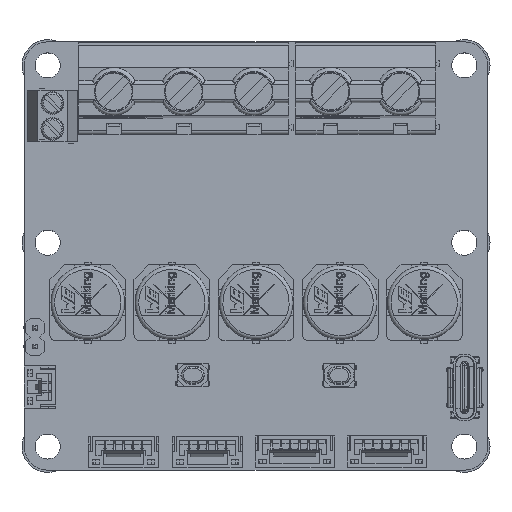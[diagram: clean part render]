
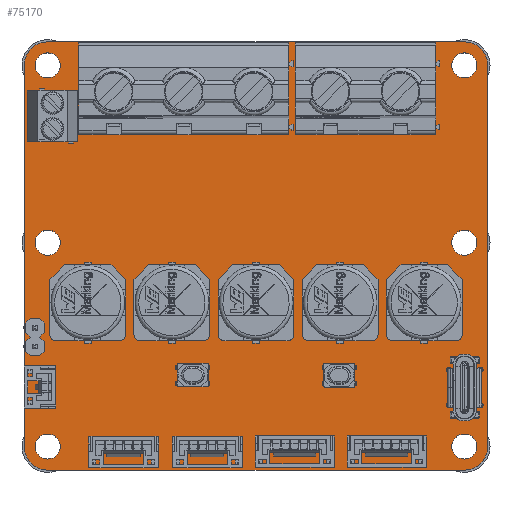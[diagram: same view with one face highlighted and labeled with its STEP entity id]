
A CAD part, top view. The second image highlights one B-rep face of the part: STEP entity #75170.
In plain terms, the highlighted planar face has unit normal (0, 0, 1).
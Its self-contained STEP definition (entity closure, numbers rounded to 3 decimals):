
#936=FACE_BOUND('',#9908,.T.);
#937=FACE_BOUND('',#9909,.T.);
#938=FACE_BOUND('',#9910,.T.);
#939=FACE_BOUND('',#9911,.T.);
#940=FACE_BOUND('',#9912,.T.);
#941=FACE_BOUND('',#9913,.T.);
#942=FACE_BOUND('',#9914,.T.);
#943=FACE_BOUND('',#9915,.T.);
#944=FACE_BOUND('',#9916,.T.);
#945=FACE_BOUND('',#9917,.T.);
#946=FACE_BOUND('',#9918,.T.);
#947=FACE_BOUND('',#9919,.T.);
#948=FACE_BOUND('',#9920,.T.);
#949=FACE_BOUND('',#9921,.T.);
#2735=PLANE('',#79807);
#5911=FACE_OUTER_BOUND('',#9907,.T.);
#9907=EDGE_LOOP('',(#55569,#55570,#55571,#55572,#55573,#55574,#55575,#55576));
#9908=EDGE_LOOP('',(#55577));
#9909=EDGE_LOOP('',(#55578));
#9910=EDGE_LOOP('',(#55579));
#9911=EDGE_LOOP('',(#55580));
#9912=EDGE_LOOP('',(#55581));
#9913=EDGE_LOOP('',(#55582));
#9914=EDGE_LOOP('',(#55583));
#9915=EDGE_LOOP('',(#55584));
#9916=EDGE_LOOP('',(#55585));
#9917=EDGE_LOOP('',(#55586));
#9918=EDGE_LOOP('',(#55587));
#9919=EDGE_LOOP('',(#55588));
#9920=EDGE_LOOP('',(#55589));
#9921=EDGE_LOOP('',(#55590));
#15352=LINE('',#108688,#24605);
#15356=LINE('',#108700,#24609);
#15360=LINE('',#108712,#24613);
#15364=LINE('',#108722,#24617);
#24605=VECTOR('',#87915,10.);
#24609=VECTOR('',#87927,10.);
#24613=VECTOR('',#87939,10.);
#24617=VECTOR('',#87951,10.);
#32057=CIRCLE('',#79750,0.33);
#32059=CIRCLE('',#79753,0.33);
#32062=CIRCLE('',#79757,0.508);
#32064=CIRCLE('',#79760,0.35);
#32066=CIRCLE('',#79763,0.35);
#32068=CIRCLE('',#79766,0.35);
#32070=CIRCLE('',#79769,0.508);
#32072=CIRCLE('',#79772,0.35);
#32073=CIRCLE('',#79774,1.7);
#32075=CIRCLE('',#79777,1.7);
#32077=CIRCLE('',#79780,1.7);
#32079=CIRCLE('',#79783,1.7);
#32081=CIRCLE('',#79786,1.7);
#32083=CIRCLE('',#79789,1.7);
#32086=CIRCLE('',#79793,3.2);
#32088=CIRCLE('',#79797,3.2);
#32090=CIRCLE('',#79801,3.2);
#32092=CIRCLE('',#79805,3.2);
#34707=VERTEX_POINT('',#108592);
#34709=VERTEX_POINT('',#108598);
#34712=VERTEX_POINT('',#108606);
#34714=VERTEX_POINT('',#108612);
#34716=VERTEX_POINT('',#108618);
#34718=VERTEX_POINT('',#108624);
#34720=VERTEX_POINT('',#108630);
#34722=VERTEX_POINT('',#108636);
#34723=VERTEX_POINT('',#108640);
#34725=VERTEX_POINT('',#108646);
#34727=VERTEX_POINT('',#108652);
#34729=VERTEX_POINT('',#108658);
#34731=VERTEX_POINT('',#108664);
#34733=VERTEX_POINT('',#108670);
#34737=VERTEX_POINT('',#108679);
#34738=VERTEX_POINT('',#108681);
#34740=VERTEX_POINT('',#108687);
#34742=VERTEX_POINT('',#108693);
#34744=VERTEX_POINT('',#108699);
#34746=VERTEX_POINT('',#108705);
#34748=VERTEX_POINT('',#108711);
#34750=VERTEX_POINT('',#108717);
#42556=EDGE_CURVE('',#34707,#34707,#32057,.T.);
#42559=EDGE_CURVE('',#34709,#34709,#32059,.T.);
#42564=EDGE_CURVE('',#34712,#34712,#32062,.T.);
#42567=EDGE_CURVE('',#34714,#34714,#32064,.T.);
#42570=EDGE_CURVE('',#34716,#34716,#32066,.T.);
#42573=EDGE_CURVE('',#34718,#34718,#32068,.T.);
#42576=EDGE_CURVE('',#34720,#34720,#32070,.T.);
#42579=EDGE_CURVE('',#34722,#34722,#32072,.T.);
#42580=EDGE_CURVE('',#34723,#34723,#32073,.T.);
#42583=EDGE_CURVE('',#34725,#34725,#32075,.T.);
#42586=EDGE_CURVE('',#34727,#34727,#32077,.T.);
#42589=EDGE_CURVE('',#34729,#34729,#32079,.T.);
#42592=EDGE_CURVE('',#34731,#34731,#32081,.T.);
#42595=EDGE_CURVE('',#34733,#34733,#32083,.T.);
#42600=EDGE_CURVE('',#34738,#34737,#32086,.T.);
#42603=EDGE_CURVE('',#34740,#34738,#15352,.T.);
#42606=EDGE_CURVE('',#34742,#34740,#32088,.T.);
#42609=EDGE_CURVE('',#34744,#34742,#15356,.T.);
#42612=EDGE_CURVE('',#34746,#34744,#32090,.T.);
#42615=EDGE_CURVE('',#34748,#34746,#15360,.T.);
#42618=EDGE_CURVE('',#34750,#34748,#32092,.T.);
#42621=EDGE_CURVE('',#34737,#34750,#15364,.T.);
#55569=ORIENTED_EDGE('',*,*,#42621,.T.);
#55570=ORIENTED_EDGE('',*,*,#42618,.T.);
#55571=ORIENTED_EDGE('',*,*,#42615,.T.);
#55572=ORIENTED_EDGE('',*,*,#42612,.T.);
#55573=ORIENTED_EDGE('',*,*,#42609,.T.);
#55574=ORIENTED_EDGE('',*,*,#42606,.T.);
#55575=ORIENTED_EDGE('',*,*,#42603,.T.);
#55576=ORIENTED_EDGE('',*,*,#42600,.T.);
#55577=ORIENTED_EDGE('',*,*,#42556,.T.);
#55578=ORIENTED_EDGE('',*,*,#42559,.T.);
#55579=ORIENTED_EDGE('',*,*,#42564,.T.);
#55580=ORIENTED_EDGE('',*,*,#42567,.T.);
#55581=ORIENTED_EDGE('',*,*,#42570,.T.);
#55582=ORIENTED_EDGE('',*,*,#42573,.T.);
#55583=ORIENTED_EDGE('',*,*,#42576,.T.);
#55584=ORIENTED_EDGE('',*,*,#42579,.T.);
#55585=ORIENTED_EDGE('',*,*,#42595,.T.);
#55586=ORIENTED_EDGE('',*,*,#42592,.T.);
#55587=ORIENTED_EDGE('',*,*,#42589,.T.);
#55588=ORIENTED_EDGE('',*,*,#42586,.T.);
#55589=ORIENTED_EDGE('',*,*,#42583,.T.);
#55590=ORIENTED_EDGE('',*,*,#42580,.T.);
#75170=ADVANCED_FACE('',(#5911,#936,#937,#938,#939,#940,#941,#942,#943,
#944,#945,#946,#947,#948,#949),#2735,.T.);
#79750=AXIS2_PLACEMENT_3D('',#108593,#87808,#87809);
#79753=AXIS2_PLACEMENT_3D('',#108599,#87815,#87816);
#79757=AXIS2_PLACEMENT_3D('',#108608,#87825,#87826);
#79760=AXIS2_PLACEMENT_3D('',#108614,#87832,#87833);
#79763=AXIS2_PLACEMENT_3D('',#108620,#87839,#87840);
#79766=AXIS2_PLACEMENT_3D('',#108626,#87846,#87847);
#79769=AXIS2_PLACEMENT_3D('',#108632,#87853,#87854);
#79772=AXIS2_PLACEMENT_3D('',#108638,#87860,#87861);
#79774=AXIS2_PLACEMENT_3D('',#108641,#87864,#87865);
#79777=AXIS2_PLACEMENT_3D('',#108647,#87871,#87872);
#79780=AXIS2_PLACEMENT_3D('',#108653,#87878,#87879);
#79783=AXIS2_PLACEMENT_3D('',#108659,#87885,#87886);
#79786=AXIS2_PLACEMENT_3D('',#108665,#87892,#87893);
#79789=AXIS2_PLACEMENT_3D('',#108671,#87899,#87900);
#79793=AXIS2_PLACEMENT_3D('',#108682,#87909,#87910);
#79797=AXIS2_PLACEMENT_3D('',#108694,#87921,#87922);
#79801=AXIS2_PLACEMENT_3D('',#108706,#87933,#87934);
#79805=AXIS2_PLACEMENT_3D('',#108718,#87945,#87946);
#79807=AXIS2_PLACEMENT_3D('',#108723,#87952,#87953);
#87808=DIRECTION('center_axis',(0.,0.,-1.));
#87809=DIRECTION('ref_axis',(1.,0.,0.));
#87815=DIRECTION('center_axis',(0.,0.,-1.));
#87816=DIRECTION('ref_axis',(1.,0.,0.));
#87825=DIRECTION('center_axis',(0.,0.,-1.));
#87826=DIRECTION('ref_axis',(1.,0.,0.));
#87832=DIRECTION('center_axis',(0.,0.,-1.));
#87833=DIRECTION('ref_axis',(1.,0.,0.));
#87839=DIRECTION('center_axis',(0.,0.,-1.));
#87840=DIRECTION('ref_axis',(1.,0.,0.));
#87846=DIRECTION('center_axis',(0.,0.,-1.));
#87847=DIRECTION('ref_axis',(1.,0.,0.));
#87853=DIRECTION('center_axis',(0.,0.,-1.));
#87854=DIRECTION('ref_axis',(1.,0.,0.));
#87860=DIRECTION('center_axis',(0.,0.,-1.));
#87861=DIRECTION('ref_axis',(1.,0.,0.));
#87864=DIRECTION('center_axis',(0.,0.,-1.));
#87865=DIRECTION('ref_axis',(1.,0.,0.));
#87871=DIRECTION('center_axis',(0.,0.,-1.));
#87872=DIRECTION('ref_axis',(1.,0.,0.));
#87878=DIRECTION('center_axis',(0.,0.,-1.));
#87879=DIRECTION('ref_axis',(1.,0.,0.));
#87885=DIRECTION('center_axis',(0.,0.,-1.));
#87886=DIRECTION('ref_axis',(1.,0.,0.));
#87892=DIRECTION('center_axis',(0.,0.,-1.));
#87893=DIRECTION('ref_axis',(1.,0.,0.));
#87899=DIRECTION('center_axis',(0.,0.,-1.));
#87900=DIRECTION('ref_axis',(1.,0.,0.));
#87909=DIRECTION('center_axis',(0.,0.,1.));
#87910=DIRECTION('ref_axis',(0.,1.,0.));
#87915=DIRECTION('',(-1.,0.,0.));
#87921=DIRECTION('center_axis',(0.,0.,1.));
#87922=DIRECTION('ref_axis',(1.,0.,0.));
#87927=DIRECTION('',(0.,1.,0.));
#87933=DIRECTION('center_axis',(0.,0.,1.));
#87934=DIRECTION('ref_axis',(0.,-1.,0.));
#87939=DIRECTION('',(1.,0.,0.));
#87945=DIRECTION('center_axis',(0.,0.,1.));
#87946=DIRECTION('ref_axis',(-1.,0.,0.));
#87951=DIRECTION('',(0.,-1.,0.));
#87952=DIRECTION('center_axis',(0.,0.,1.));
#87953=DIRECTION('ref_axis',(1.,0.,0.));
#108592=CARTESIAN_POINT('',(28.032,-14.139,1.5));
#108593=CARTESIAN_POINT('Origin',(28.362,-14.139,1.5));
#108598=CARTESIAN_POINT('',(28.032,-21.639,1.5));
#108599=CARTESIAN_POINT('Origin',(28.362,-21.639,1.5));
#108606=CARTESIAN_POINT('',(-30.531,-12.312,1.5));
#108608=CARTESIAN_POINT('Origin',(-30.023,-12.312,1.5));
#108612=CARTESIAN_POINT('',(30.162,-15.489,1.5));
#108614=CARTESIAN_POINT('Origin',(30.512,-15.489,1.5));
#108618=CARTESIAN_POINT('',(25.862,-20.289,1.5));
#108620=CARTESIAN_POINT('Origin',(26.212,-20.289,1.5));
#108624=CARTESIAN_POINT('',(30.162,-20.289,1.5));
#108626=CARTESIAN_POINT('Origin',(30.512,-20.289,1.5));
#108630=CARTESIAN_POINT('',(-30.531,-9.772,1.5));
#108632=CARTESIAN_POINT('Origin',(-30.023,-9.772,1.5));
#108636=CARTESIAN_POINT('',(25.862,-15.489,1.5));
#108638=CARTESIAN_POINT('Origin',(26.212,-15.489,1.5));
#108640=CARTESIAN_POINT('',(-30.,-25.9,1.5));
#108641=CARTESIAN_POINT('Origin',(-28.3,-25.9,1.5));
#108646=CARTESIAN_POINT('',(26.6,-25.9,1.5));
#108647=CARTESIAN_POINT('Origin',(28.3,-25.9,1.5));
#108652=CARTESIAN_POINT('',(-30.,1.8,1.5));
#108653=CARTESIAN_POINT('Origin',(-28.3,1.8,1.5));
#108658=CARTESIAN_POINT('',(26.6,25.9,1.5));
#108659=CARTESIAN_POINT('Origin',(28.3,25.9,1.5));
#108664=CARTESIAN_POINT('',(-30.,25.9,1.5));
#108665=CARTESIAN_POINT('Origin',(-28.3,25.9,1.5));
#108670=CARTESIAN_POINT('',(26.6,1.8,1.5));
#108671=CARTESIAN_POINT('Origin',(28.3,1.8,1.5));
#108679=CARTESIAN_POINT('',(-31.5,25.9,1.5));
#108681=CARTESIAN_POINT('',(-28.3,29.1,1.5));
#108682=CARTESIAN_POINT('Origin',(-28.3,25.9,1.5));
#108687=CARTESIAN_POINT('',(28.3,29.1,1.5));
#108688=CARTESIAN_POINT('',(28.3,29.1,1.5));
#108693=CARTESIAN_POINT('',(31.5,25.9,1.5));
#108694=CARTESIAN_POINT('Origin',(28.3,25.9,1.5));
#108699=CARTESIAN_POINT('',(31.5,-25.9,1.5));
#108700=CARTESIAN_POINT('',(31.5,-25.9,1.5));
#108705=CARTESIAN_POINT('',(28.3,-29.1,1.5));
#108706=CARTESIAN_POINT('Origin',(28.3,-25.9,1.5));
#108711=CARTESIAN_POINT('',(-28.3,-29.1,1.5));
#108712=CARTESIAN_POINT('',(-28.3,-29.1,1.5));
#108717=CARTESIAN_POINT('',(-31.5,-25.9,1.5));
#108718=CARTESIAN_POINT('Origin',(-28.3,-25.9,1.5));
#108722=CARTESIAN_POINT('',(-31.5,25.9,1.5));
#108723=CARTESIAN_POINT('Origin',(0.,0.,1.5));
